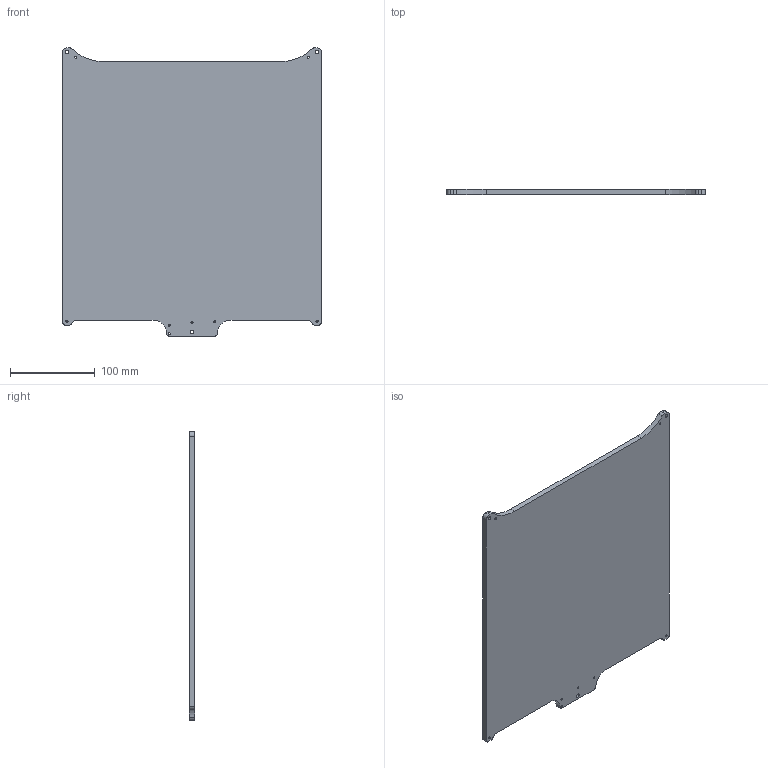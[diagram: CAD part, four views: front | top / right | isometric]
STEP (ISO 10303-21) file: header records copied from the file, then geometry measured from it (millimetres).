
FILE_DESCRIPTION (( 'STEP AP214' ), '1' );
FILE_NAME ('z_plate_3.1.STEP', '2020-06-12T17:37:25', ( '' ), ( '' ), 'SwSTEP 2.0', 'SolidWorks 2019', '' );
FILE_SCHEMA (( 'AUTOMOTIVE_DESIGN' ));
Length unit declared in the file: millimetre
Products named in the file (1): z_plate_3.1
Bounding box: 305 x 6.35 x 340 mm (x, y, z)
Volume: 603058.4 mm3; surface area: 198822.5 mm2
Topology: 1 solids, 1 shells, 56 faces, 156 edges, 102 vertices
Faces by surface type: cylinder 38, plane 12, cone 6
Entity records: 2022 total; most frequent: DIRECTION 352, CARTESIAN_POINT 315, ORIENTED_EDGE 312, EDGE_CURVE 156, AXIS2_PLACEMENT_3D 139, VERTEX_POINT 102, CIRCLE 82, EDGE_LOOP 78
